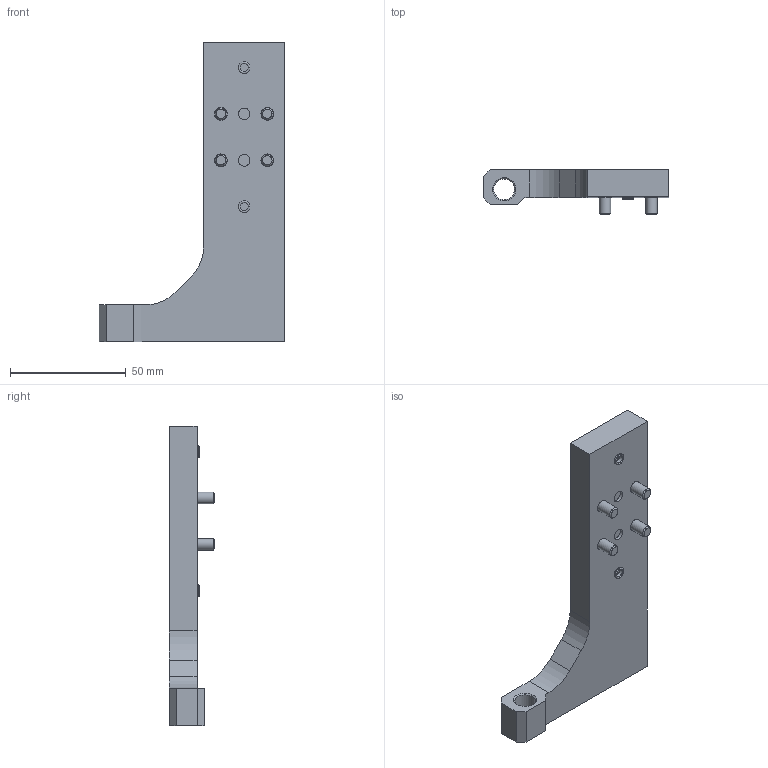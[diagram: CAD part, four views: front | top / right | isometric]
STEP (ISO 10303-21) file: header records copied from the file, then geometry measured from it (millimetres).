
FILE_DESCRIPTION(/* description */ ('STEP AP214'),/* implementation_level */ '2;1');
FILE_NAME(/* name */ '8159235_DADP-ES-G8-16',/* time_stamp */ '2024-08-12T19:54:22+02:00',/* author */ ('License CC BY-ND 4.0'),/* organization */ ('CADENAS'),/* preprocessor_version */ 'ST-DEVELOPER v19.3',/* originating_system */ 'PARTsolutions',/* authorisation */ ' ');
FILE_SCHEMA (('AUTOMOTIVE_DESIGN {1 0 10303 214 3 1 1}'));
Length unit declared in the file: millimetre
Products named in the file (4): 8159235 DADP-ES-G8-16; 8159235 DADP-ES-G8-16---(p); ISO 14579 M5x14(F); 8146543 ZBH-5-B
Assembly tree (7 placements, depth 2):
  8159235 DADP-ES-G8-16
    8159235 DADP-ES-G8-16---(p)
    ISO 14579 M5x14(F)  x4
    8146543 ZBH-5-B  x2
Bounding box: 80 x 19.6 x 129.35 mm (x, y, z)
Volume: 64313.5 mm3; surface area: 19237.9 mm2
Topology: 7 solids, 7 shells, 170 faces, 382 edges, 238 vertices
Faces by surface type: cylinder 75, cone 42, plane 37, torus 16
Full cylindrical faces by diameter (mm): 5 x8, 5.5 x4, 8.5 x4, 8.917 x1, 10 x4
Entity records: 2114 total; most frequent: CARTESIAN_POINT 458, DIRECTION 319, ORIENTED_EDGE 274, EDGE_CURVE 137, AXIS2_PLACEMENT_3D 134, FACE_BOUND 118, EDGE_LOOP 117, VERTEX_POINT 103
